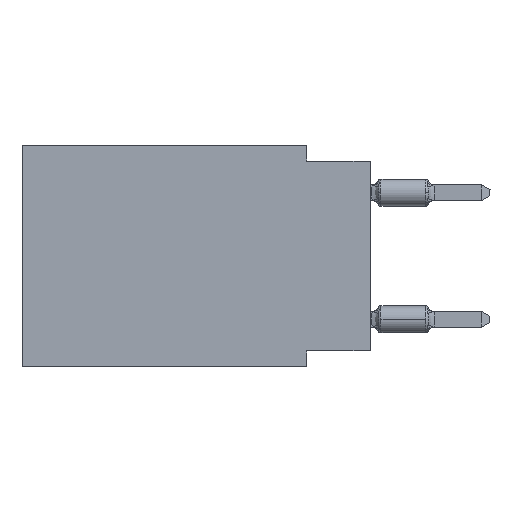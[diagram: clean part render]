
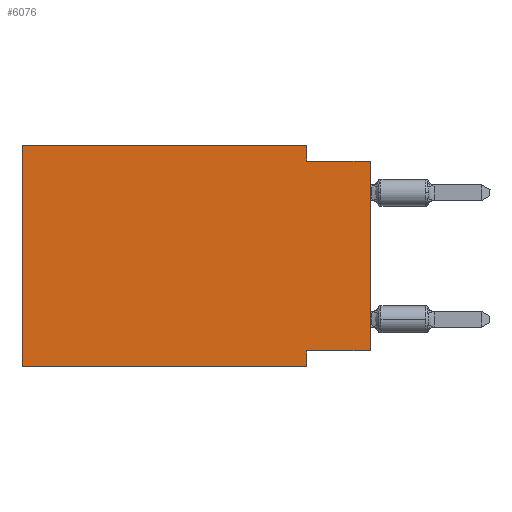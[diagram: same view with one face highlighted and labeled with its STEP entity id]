
A CAD part, left-side view. The second image highlights one B-rep face of the part: STEP entity #6076.
In plain terms, the highlighted planar face has unit normal (-1, 0, 0).
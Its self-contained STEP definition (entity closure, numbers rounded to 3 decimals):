
#241 = DIRECTION ( 'NONE',  ( 1., 0., 0. ) ) ;
#404 = CARTESIAN_POINT ( 'NONE',  ( 0., 13.97, 0. ) ) ;
#1030 = PLANE ( 'NONE',  #36472 ) ;
#1363 = CARTESIAN_POINT ( 'NONE',  ( 0., 13.97, 0. ) ) ;
#3747 = CARTESIAN_POINT ( 'NONE',  ( 0., 2.54, 0. ) ) ;
#3762 = VERTEX_POINT ( 'NONE', #12424 ) ;
#4053 = ORIENTED_EDGE ( 'NONE', *, *, #34811, .F. ) ;
#6076 = ADVANCED_FACE ( 'NONE', ( #29199 ), #1030, .F. ) ;
#6204 = EDGE_CURVE ( 'NONE', #22624, #32602, #38074, .T. ) ;
#6387 = EDGE_CURVE ( 'NONE', #50371, #3762, #20921, .T. ) ;
#7054 = VERTEX_POINT ( 'NONE', #26418 ) ;
#8102 = ORIENTED_EDGE ( 'NONE', *, *, #40830, .F. ) ;
#8229 = LINE ( 'NONE', #16256, #13656 ) ;
#8385 = CARTESIAN_POINT ( 'NONE',  ( 0., 2.54, -0.635 ) ) ;
#9459 = CARTESIAN_POINT ( 'NONE',  ( 0., 13.97, -8.89 ) ) ;
#10639 = VECTOR ( 'NONE', #31554, 1000. ) ;
#12424 = CARTESIAN_POINT ( 'NONE',  ( 0., 2.54, -8.255 ) ) ;
#13212 = CARTESIAN_POINT ( 'NONE',  ( 0., 2.54, -8.89 ) ) ;
#13641 = CARTESIAN_POINT ( 'NONE',  ( 0., 0., 0. ) ) ;
#13656 = VECTOR ( 'NONE', #49575, 1000. ) ;
#13906 = LINE ( 'NONE', #13641, #10639 ) ;
#15058 = VECTOR ( 'NONE', #50954, 1000. ) ;
#15914 = VECTOR ( 'NONE', #21520, 1000. ) ;
#15993 = EDGE_CURVE ( 'NONE', #50371, #7054, #13906, .T. ) ;
#16254 = DIRECTION ( 'NONE',  ( 0., -1., 0. ) ) ;
#16256 = CARTESIAN_POINT ( 'NONE',  ( 0., 0., -0.635 ) ) ;
#19349 = VECTOR ( 'NONE', #28473, 1000. ) ;
#20921 = LINE ( 'NONE', #37332, #19349 ) ;
#21124 = VERTEX_POINT ( 'NONE', #50793 ) ;
#21520 = DIRECTION ( 'NONE',  ( 0., 0., -1. ) ) ;
#22624 = VERTEX_POINT ( 'NONE', #9459 ) ;
#23925 = ORIENTED_EDGE ( 'NONE', *, *, #6387, .F. ) ;
#26418 = CARTESIAN_POINT ( 'NONE',  ( 0., 0., -0.635 ) ) ;
#27176 = EDGE_CURVE ( 'NONE', #22624, #43789, #47014, .T. ) ;
#27724 = ORIENTED_EDGE ( 'NONE', *, *, #6204, .T. ) ;
#27822 = EDGE_CURVE ( 'NONE', #43789, #21124, #29417, .T. ) ;
#28473 = DIRECTION ( 'NONE',  ( 0., 1., 0. ) ) ;
#29199 = FACE_OUTER_BOUND ( 'NONE', #30205, .T. ) ;
#29331 = LINE ( 'NONE', #13212, #15914 ) ;
#29417 = LINE ( 'NONE', #41786, #37993 ) ;
#29755 = VERTEX_POINT ( 'NONE', #8385 ) ;
#30205 = EDGE_LOOP ( 'NONE', ( #48789, #4053, #8102, #50627, #48731, #27724, #32085, #23925 ) ) ;
#31554 = DIRECTION ( 'NONE',  ( 0., 0., 1. ) ) ;
#32085 = ORIENTED_EDGE ( 'NONE', *, *, #45539, .F. ) ;
#32602 = VERTEX_POINT ( 'NONE', #45196 ) ;
#32898 = CARTESIAN_POINT ( 'NONE',  ( 0., 0., -8.255 ) ) ;
#32982 = CARTESIAN_POINT ( 'NONE',  ( 0., 13.97, 0. ) ) ;
#34389 = DIRECTION ( 'NONE',  ( 0., 0., 1. ) ) ;
#34568 = CARTESIAN_POINT ( 'NONE',  ( 0., 13.97, -8.89 ) ) ;
#34811 = EDGE_CURVE ( 'NONE', #29755, #7054, #8229, .T. ) ;
#36472 = AXIS2_PLACEMENT_3D ( 'NONE', #32982, #241, #45608 ) ;
#37332 = CARTESIAN_POINT ( 'NONE',  ( 0., 0., -8.255 ) ) ;
#37993 = VECTOR ( 'NONE', #16254, 1000. ) ;
#38074 = LINE ( 'NONE', #34568, #15058 ) ;
#39189 = VECTOR ( 'NONE', #41051, 1000. ) ;
#40830 = EDGE_CURVE ( 'NONE', #21124, #29755, #47540, .T. ) ;
#41051 = DIRECTION ( 'NONE',  ( 0., 0., -1. ) ) ;
#41786 = CARTESIAN_POINT ( 'NONE',  ( 0., 13.97, 0. ) ) ;
#43789 = VERTEX_POINT ( 'NONE', #404 ) ;
#45196 = CARTESIAN_POINT ( 'NONE',  ( 0., 2.54, -8.89 ) ) ;
#45539 = EDGE_CURVE ( 'NONE', #3762, #32602, #29331, .T. ) ;
#45608 = DIRECTION ( 'NONE',  ( 0., 0., -1. ) ) ;
#47014 = LINE ( 'NONE', #1363, #51684 ) ;
#47540 = LINE ( 'NONE', #3747, #39189 ) ;
#48731 = ORIENTED_EDGE ( 'NONE', *, *, #27176, .F. ) ;
#48789 = ORIENTED_EDGE ( 'NONE', *, *, #15993, .T. ) ;
#49575 = DIRECTION ( 'NONE',  ( 0., -1., 0. ) ) ;
#50371 = VERTEX_POINT ( 'NONE', #32898 ) ;
#50627 = ORIENTED_EDGE ( 'NONE', *, *, #27822, .F. ) ;
#50793 = CARTESIAN_POINT ( 'NONE',  ( 0., 2.54, 0. ) ) ;
#50954 = DIRECTION ( 'NONE',  ( 0., -1., 0. ) ) ;
#51684 = VECTOR ( 'NONE', #34389, 1000. ) ;
